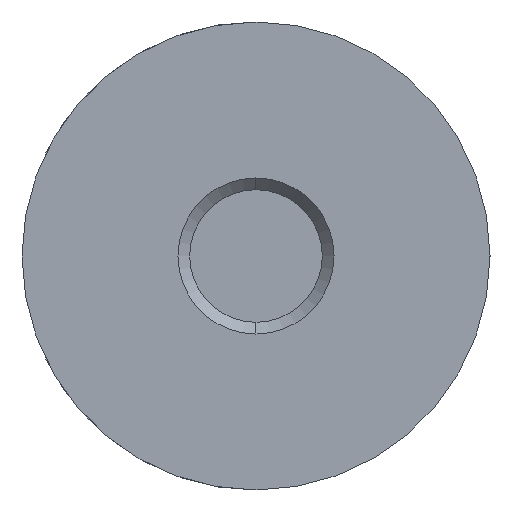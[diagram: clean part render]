
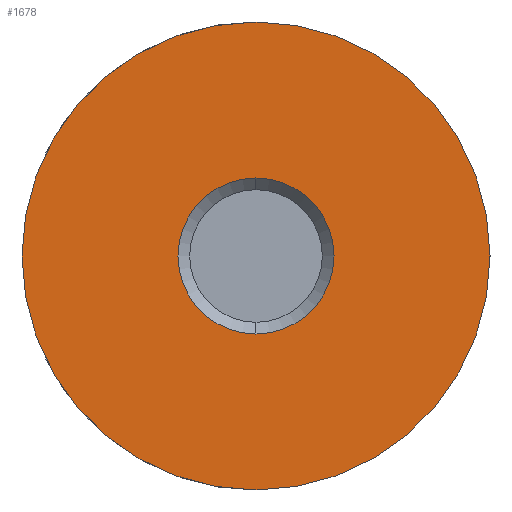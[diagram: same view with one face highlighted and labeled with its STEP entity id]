
A CAD part, left-side view. The second image highlights one B-rep face of the part: STEP entity #1678.
In plain terms, the highlighted planar face has unit normal (-1, 0, 0).
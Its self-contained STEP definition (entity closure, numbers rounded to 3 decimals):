
#6 = DIRECTION ( 'NONE',  ( 0., 0., -1. ) ) ;
#7 = DIRECTION ( 'NONE',  ( 1., 0., 0. ) ) ;
#8 = CARTESIAN_POINT ( 'NONE',  ( 22., 0., 0. ) ) ;
#13 = DIRECTION ( 'NONE',  ( 0., 0., -1. ) ) ;
#14 = DIRECTION ( 'NONE',  ( -1., 0., 0. ) ) ;
#15 = CARTESIAN_POINT ( 'NONE',  ( 22., 0., 0. ) ) ;
#130 = EDGE_CURVE ( 'NONE', #482, #476, #1069, .T. ) ;
#131 = EDGE_CURVE ( 'NONE', #458, #465, #1066, .T. ) ;
#166 = AXIS2_PLACEMENT_3D ( 'NONE', #573, #582, #583 ) ;
#421 = EDGE_LOOP ( 'NONE', ( #1886, #1885 ) ) ;
#426 = EDGE_LOOP ( 'NONE', ( #1888, #1887 ) ) ;
#458 = VERTEX_POINT ( 'NONE', #1806 ) ;
#465 = VERTEX_POINT ( 'NONE', #1799 ) ;
#476 = VERTEX_POINT ( 'NONE', #1788 ) ;
#482 = VERTEX_POINT ( 'NONE', #1782 ) ;
#573 = CARTESIAN_POINT ( 'NONE',  ( 22., -11., 0. ) ) ;
#580 = PLANE ( 'NONE',  #166 ) ;
#582 = DIRECTION ( 'NONE',  ( 1., 0., 0. ) ) ;
#583 = DIRECTION ( 'NONE',  ( 0., 0., -1. ) ) ;
#765 = FACE_OUTER_BOUND ( 'NONE', #426, .T. ) ;
#768 = FACE_BOUND ( 'NONE', #421, .T. ) ;
#1066 = CIRCLE ( 'NONE', #1576, 5. ) ;
#1069 = CIRCLE ( 'NONE', #1575, 15. ) ;
#1144 = CIRCLE ( 'NONE', #1599, 15. ) ;
#1174 = CIRCLE ( 'NONE', #1607, 5. ) ;
#1322 = CARTESIAN_POINT ( 'NONE',  ( 22., 0., 0. ) ) ;
#1323 = DIRECTION ( 'NONE',  ( -1., 0., 0. ) ) ;
#1324 = DIRECTION ( 'NONE',  ( 0., 0., -1. ) ) ;
#1406 = CARTESIAN_POINT ( 'NONE',  ( 22., 0., 0. ) ) ;
#1407 = DIRECTION ( 'NONE',  ( 1., 0., 0. ) ) ;
#1408 = DIRECTION ( 'NONE',  ( 0., 0., -1. ) ) ;
#1534 = EDGE_CURVE ( 'NONE', #476, #482, #1144, .T. ) ;
#1553 = EDGE_CURVE ( 'NONE', #465, #458, #1174, .T. ) ;
#1575 = AXIS2_PLACEMENT_3D ( 'NONE', #15, #14, #13 ) ;
#1576 = AXIS2_PLACEMENT_3D ( 'NONE', #8, #7, #6 ) ;
#1599 = AXIS2_PLACEMENT_3D ( 'NONE', #1322, #1323, #1324 ) ;
#1607 = AXIS2_PLACEMENT_3D ( 'NONE', #1406, #1407, #1408 ) ;
#1678 = ADVANCED_FACE ( 'NONE', ( #765, #768 ), #580, .F. ) ;
#1782 = CARTESIAN_POINT ( 'NONE',  ( 22., 0., -15. ) ) ;
#1788 = CARTESIAN_POINT ( 'NONE',  ( 22., 0., 15. ) ) ;
#1799 = CARTESIAN_POINT ( 'NONE',  ( 22., 0., 5. ) ) ;
#1806 = CARTESIAN_POINT ( 'NONE',  ( 22., 0., -5. ) ) ;
#1885 = ORIENTED_EDGE ( 'NONE', *, *, #131, .T. ) ;
#1886 = ORIENTED_EDGE ( 'NONE', *, *, #1553, .T. ) ;
#1887 = ORIENTED_EDGE ( 'NONE', *, *, #130, .T. ) ;
#1888 = ORIENTED_EDGE ( 'NONE', *, *, #1534, .T. ) ;
